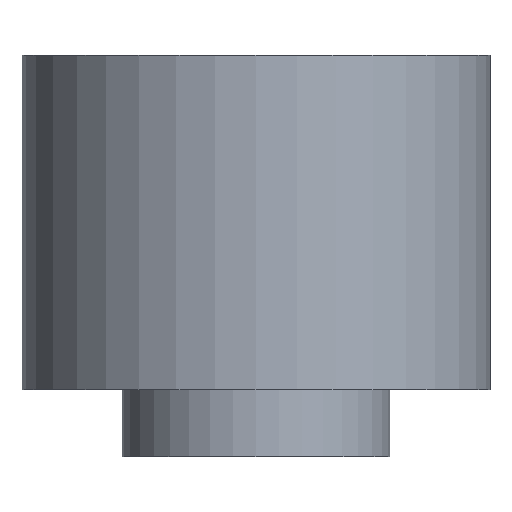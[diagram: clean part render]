
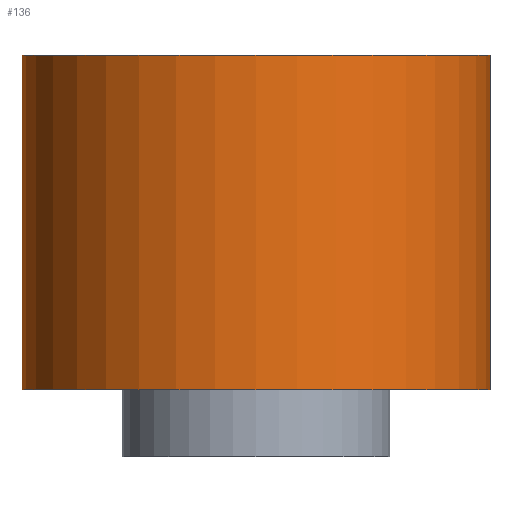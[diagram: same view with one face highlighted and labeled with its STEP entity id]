
A CAD part, front view. The second image highlights one B-rep face of the part: STEP entity #136.
In plain terms, the highlighted cylindrical face has radius 3.5 mm (diameter 7 mm), a full revolution.
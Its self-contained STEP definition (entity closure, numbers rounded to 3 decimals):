
#42=ORIENTED_EDGE('',*,*,#71,.T.);
#43=ORIENTED_EDGE('',*,*,#72,.F.);
#71=EDGE_CURVE('',#86,#86,#96,.T.);
#72=EDGE_CURVE('',#87,#87,#97,.T.);
#86=VERTEX_POINT('',#223);
#87=VERTEX_POINT('',#225);
#96=CIRCLE('',#165,3.5);
#97=CIRCLE('',#166,3.5);
#105=EDGE_LOOP('',(#42));
#106=EDGE_LOOP('',(#43));
#120=FACE_BOUND('',#105,.T.);
#121=FACE_BOUND('',#106,.T.);
#132=CYLINDRICAL_SURFACE('',#164,3.5);
#136=ADVANCED_FACE('',(#120,#121),#132,.T.);
#164=AXIS2_PLACEMENT_3D('',#221,#188,#189);
#165=AXIS2_PLACEMENT_3D('',#222,#190,#191);
#166=AXIS2_PLACEMENT_3D('',#224,#192,#193);
#188=DIRECTION('',(1.,0.,0.));
#189=DIRECTION('',(0.,0.,1.));
#190=DIRECTION('',(-1.,0.,0.));
#191=DIRECTION('',(0.,0.,1.));
#192=DIRECTION('',(-1.,0.,0.));
#193=DIRECTION('',(0.,0.,1.));
#221=CARTESIAN_POINT('',(0.,0.,0.));
#222=CARTESIAN_POINT('',(6.,0.,0.));
#223=CARTESIAN_POINT('',(6.,0.,3.5));
#224=CARTESIAN_POINT('',(1.,0.,0.));
#225=CARTESIAN_POINT('',(1.,0.,3.5));
